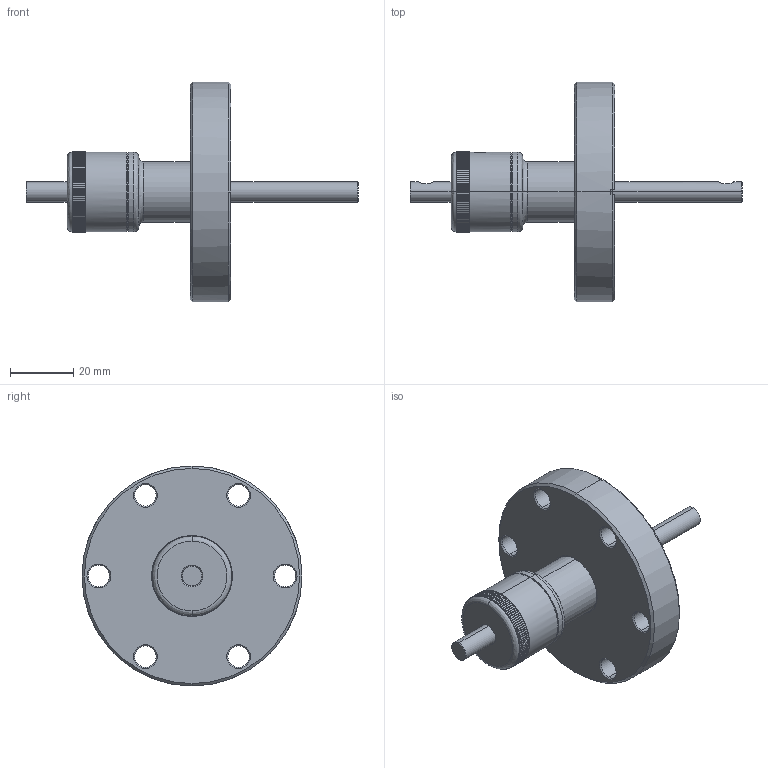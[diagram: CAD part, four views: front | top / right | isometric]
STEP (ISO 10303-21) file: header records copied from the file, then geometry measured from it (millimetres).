
FILE_DESCRIPTION (( 'STEP AP203' ), '1' );
FILE_NAME ('113206.stp', '2018-04-19T19:36:58', ( '' ), ( '' ), 'SwSTEP 2.0', 'SolidWorks 2012', '' );
FILE_SCHEMA (( 'CONFIG_CONTROL_DESIGN' ));
Length unit declared in the file: centimetre
Products named in the file (1): 113206
Bounding box: 104.65 x 69.34 x 69.34 mm (x, y, z)
Volume: 60096.2 mm3; surface area: 16002.7 mm2
Topology: 1 solids, 1 shells, 691 faces, 1548 edges, 866 vertices
Faces by surface type: plane 478, cylinder 157, cone 48, bspline 8
Entity records: 19559 total; most frequent: CARTESIAN_POINT 3956, DIRECTION 3486, ORIENTED_EDGE 3088, EDGE_CURVE 1544, AXIS2_PLACEMENT_3D 1292, VECTOR 902, LINE 902, VERTEX_POINT 866
